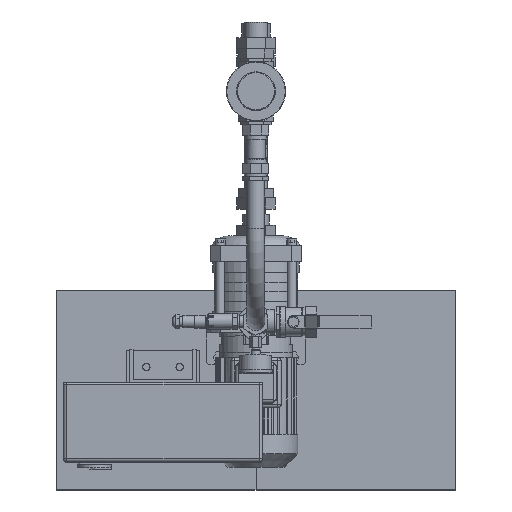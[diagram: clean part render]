
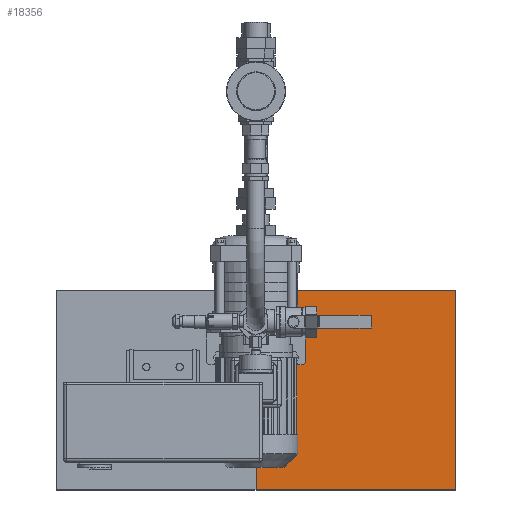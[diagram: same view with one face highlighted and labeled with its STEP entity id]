
A CAD part, top view. The second image highlights one B-rep face of the part: STEP entity #18356.
In plain terms, the highlighted planar face has unit normal (0, 0, 1).
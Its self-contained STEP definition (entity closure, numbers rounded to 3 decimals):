
#1037=LINE('',#29640,#2859);
#1058=LINE('',#29682,#2880);
#1060=LINE('',#29686,#2882);
#1061=LINE('',#29687,#2883);
#2859=VECTOR('',#23219,1.);
#2880=VECTOR('',#23250,10.);
#2882=VECTOR('',#23254,10.);
#2883=VECTOR('',#23255,10.);
#4325=PLANE('',#19842);
#5498=FACE_OUTER_BOUND('',#6686,.T.);
#6686=EDGE_LOOP('',(#14949,#14950,#14951,#14952));
#8928=VERTEX_POINT('',#29638);
#8929=VERTEX_POINT('',#29639);
#8945=VERTEX_POINT('',#29681);
#8946=VERTEX_POINT('',#29685);
#11095=EDGE_CURVE('',#8928,#8929,#1037,.T.);
#11116=EDGE_CURVE('',#8945,#8929,#1058,.T.);
#11118=EDGE_CURVE('',#8946,#8928,#1060,.T.);
#11119=EDGE_CURVE('',#8946,#8945,#1061,.T.);
#14949=ORIENTED_EDGE('',*,*,#11095,.F.);
#14950=ORIENTED_EDGE('',*,*,#11118,.F.);
#14951=ORIENTED_EDGE('',*,*,#11119,.T.);
#14952=ORIENTED_EDGE('',*,*,#11116,.T.);
#18356=ADVANCED_FACE('',(#5498),#4325,.T.);
#19842=AXIS2_PLACEMENT_3D('',#29684,#23252,#23253);
#23219=DIRECTION('',(0.,-1.,0.));
#23250=DIRECTION('',(1.,0.,0.));
#23252=DIRECTION('center_axis',(0.,0.,1.));
#23253=DIRECTION('ref_axis',(0.,-1.,0.));
#23254=DIRECTION('',(1.,0.,0.));
#23255=DIRECTION('',(0.,-1.,0.));
#29638=CARTESIAN_POINT('',(600.,47.5,50.));
#29639=CARTESIAN_POINT('',(600.,-252.5,50.));
#29640=CARTESIAN_POINT('',(600.,-102.5,50.));
#29681=CARTESIAN_POINT('',(300.,-252.5,50.));
#29682=CARTESIAN_POINT('',(600.,-252.5,50.));
#29684=CARTESIAN_POINT('Origin',(600.,-102.5,50.));
#29685=CARTESIAN_POINT('',(300.,47.5,50.));
#29686=CARTESIAN_POINT('',(600.,47.5,50.));
#29687=CARTESIAN_POINT('',(300.,-102.5,50.));
